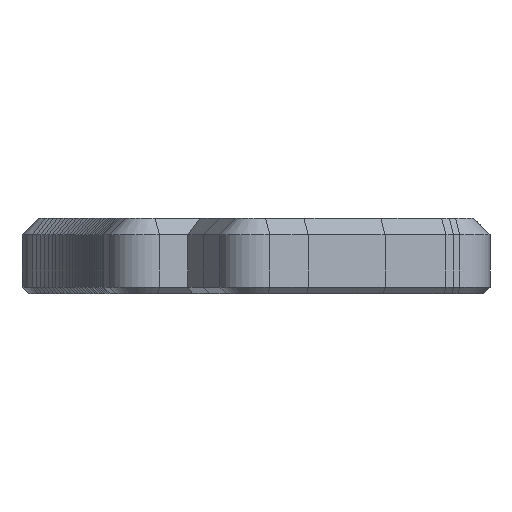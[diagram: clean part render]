
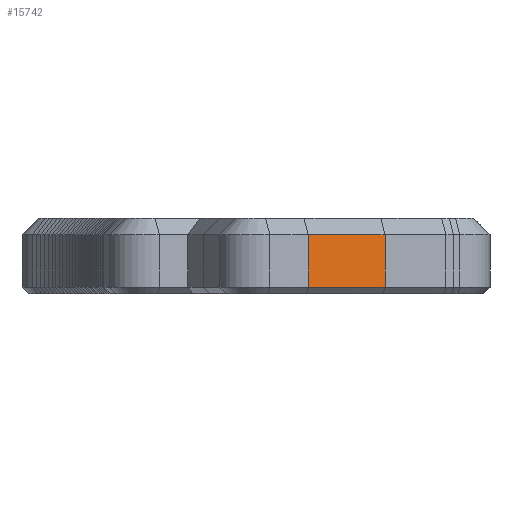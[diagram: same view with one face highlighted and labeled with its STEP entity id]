
A CAD part, left-side view. The second image highlights one B-rep face of the part: STEP entity #15742.
In plain terms, the highlighted planar face has unit normal (-0.966, -0.259, 0).
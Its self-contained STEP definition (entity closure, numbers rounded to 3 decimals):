
#1413=FACE_OUTER_BOUND('',#2313,.T.);
#2313=EDGE_LOOP('',(#14060,#14061,#14062,#14063));
#2474=LINE('',#20774,#4358);
#3714=LINE('',#23649,#5598);
#3808=LINE('',#24102,#5692);
#4201=LINE('',#26209,#6085);
#4358=VECTOR('',#16990,10.);
#5598=VECTOR('',#19040,10.);
#5692=VECTOR('',#19304,10.);
#6085=VECTOR('',#20349,10.);
#6232=VERTEX_POINT('',#20767);
#6234=VERTEX_POINT('',#20773);
#7260=VERTEX_POINT('',#23642);
#7262=VERTEX_POINT('',#23648);
#7651=EDGE_CURVE('',#6232,#6234,#2474,.T.);
#9021=EDGE_CURVE('',#7260,#7262,#3714,.T.);
#9147=EDGE_CURVE('',#6234,#7260,#3808,.T.);
#9701=EDGE_CURVE('',#6232,#7262,#4201,.T.);
#14060=ORIENTED_EDGE('',*,*,#7651,.F.);
#14061=ORIENTED_EDGE('',*,*,#9701,.T.);
#14062=ORIENTED_EDGE('',*,*,#9021,.F.);
#14063=ORIENTED_EDGE('',*,*,#9147,.F.);
#14866=PLANE('',#16673);
#15742=ADVANCED_FACE('',(#1413),#14866,.T.);
#16673=AXIS2_PLACEMENT_3D('',#26210,#20350,#20351);
#16990=DIRECTION('',(-0.259,0.966,0.));
#19040=DIRECTION('',(0.259,-0.966,0.));
#19304=DIRECTION('',(0.,0.,1.));
#20349=DIRECTION('',(0.,0.,1.));
#20350=DIRECTION('center_axis',(-0.966,-0.259,0.));
#20351=DIRECTION('ref_axis',(0.259,-0.966,0.));
#20767=CARTESIAN_POINT('',(64.173,-10.952,-6.2));
#20773=CARTESIAN_POINT('',(57.94,12.309,-6.2));
#20774=CARTESIAN_POINT('',(60.937,1.126,-6.2));
#23642=CARTESIAN_POINT('',(57.94,12.309,9.6));
#23648=CARTESIAN_POINT('',(64.173,-10.952,9.6));
#23649=CARTESIAN_POINT('',(62.557,-4.921,9.6));
#24102=CARTESIAN_POINT('',(57.94,12.309,6.6));
#26209=CARTESIAN_POINT('',(64.173,-10.952,6.6));
#26210=CARTESIAN_POINT('Origin',(57.94,12.309,6.6));
